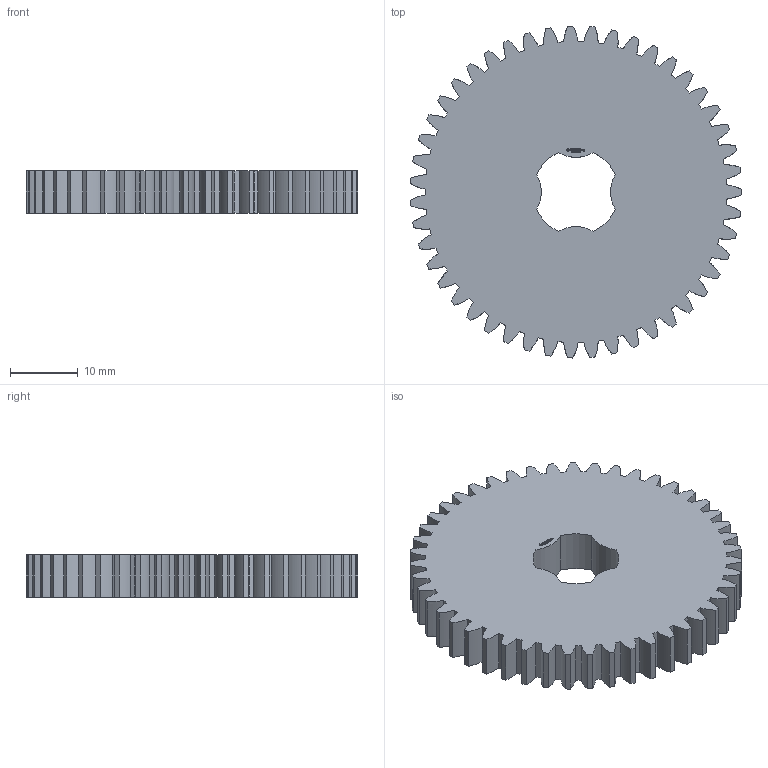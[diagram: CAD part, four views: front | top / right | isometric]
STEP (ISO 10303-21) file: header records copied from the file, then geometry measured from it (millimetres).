
FILE_DESCRIPTION(('FreeCAD Model'),'2;1');
FILE_NAME('Open CASCADE Shape Model','2024-03-10T17:57:13',(''),(''), 'Open CASCADE STEP processor 7.6','FreeCAD','Unknown');
FILE_SCHEMA(('AUTOMOTIVE_DESIGN { 1 0 10303 214 1 1 1 1 }'));
Products named in the file (1): Gear Wheel PLN TTH47 BU00.50 SFT-SHD - SPN-GWH-0166 (stemfie.org)
Bounding box: 48.97 x 48.99 x 6.25 mm (x, y, z)
Volume: 10082.6 mm3; surface area: 5355.7 mm2
Topology: 1 solids, 1 shells, 677 faces, 1932 edges, 1288 vertices
Faces by surface type: extrusion 352, plane 317, cylinder 8
Entity records: 60660 total; most frequent: CARTESIAN_POINT 19752, DIRECTION 5408, VECTOR 4708, LINE 4356, ORIENTED_EDGE 3864, PCURVE 3864, DEFINITIONAL_REPRESENTATION 3864, EDGE_CURVE 1932
